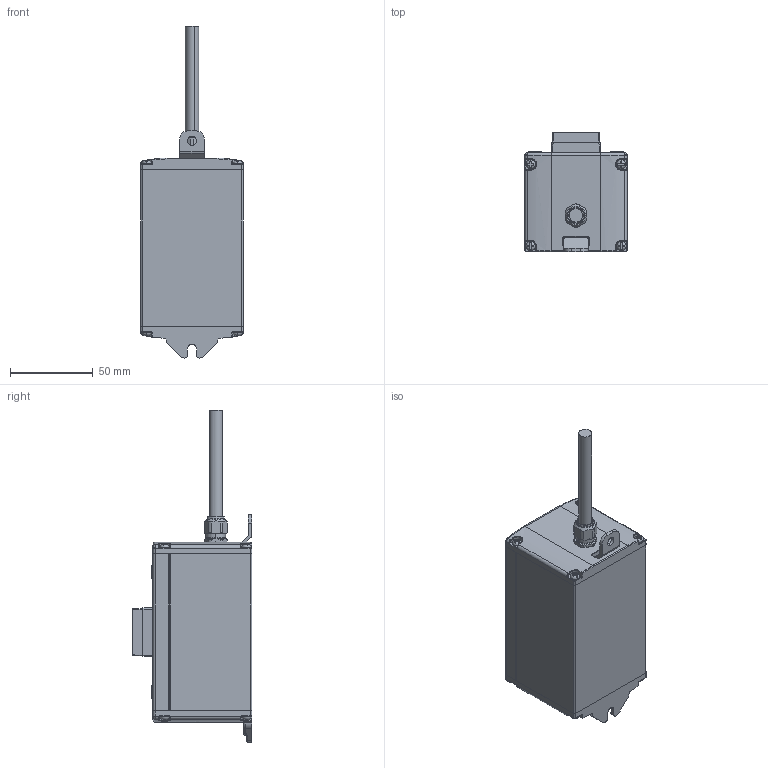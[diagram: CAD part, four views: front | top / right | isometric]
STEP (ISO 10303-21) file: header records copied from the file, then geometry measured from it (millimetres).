
FILE_DESCRIPTION (( 'STEP AP203' ), '1' );
FILE_NAME ('R6C-103-STP.step', '2025-02-25T08:19:47', ( '' ), ( '' ), 'SwSTEP 2.0', 'SolidWorks 2020', '' );
FILE_SCHEMA (( 'CONFIG_CONTROL_DESIGN' ));
Length unit declared in the file: millimetre
Products named in the file (1): R6C-103-STP
Bounding box: 62 x 72.4 x 201 mm (x, y, z)
Volume: 172384.5 mm3; surface area: 85798.9 mm2
Topology: 23 solids, 23 shells, 962 faces, 2360 edges, 1476 vertices
Faces by surface type: plane 431, cylinder 272, torus 144, bspline 60, cone 47, sphere 8
Entity records: 30829 total; most frequent: CARTESIAN_POINT 8138, DIRECTION 4792, ORIENTED_EDGE 4712, EDGE_CURVE 2356, AXIS2_PLACEMENT_3D 1830, VERTEX_POINT 1476, LINE 1132, VECTOR 1132
